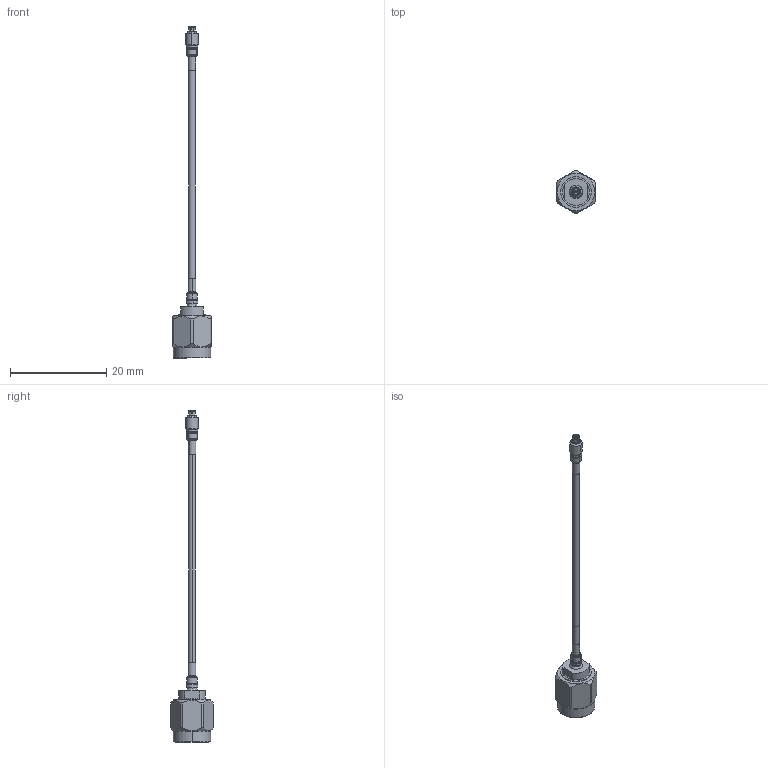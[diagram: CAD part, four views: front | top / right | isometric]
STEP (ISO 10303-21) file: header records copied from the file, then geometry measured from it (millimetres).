
FILE_DESCRIPTION (( 'STEP AP214' ), '1' );
FILE_NAME ('FMCA9954_3D.step', '2023-09-25T22:13:09', ( '' ), ( '' ), 'SwSTEP 2.0', 'SolidWorks 2022', '' );
FILE_SCHEMA (( 'AUTOMOTIVE_DESIGN' ));
Length unit declared in the file: inch
Products named in the file (5): Copy of PE45893^FMCA9954; FMCA9954_3D; Copy of PE45412^FMCA9954_INSTRUCTIONS; Copy of 047_HeatShrink^FMCA9954; Copy of PE-P047 Cable New^FMCA9954
Assembly tree (5 placements, depth 2):
  FMCA9954_3D
    Copy of PE-P047 Cable New^FMCA9954
    Copy of PE45893^FMCA9954
    Copy of PE45412^FMCA9954_INSTRUCTIONS
    Copy of 047_HeatShrink^FMCA9954  x2
Bounding box: 7.92 x 8.88 x 69.16 mm (x, y, z)
Volume: 529.4 mm3; surface area: 994.7 mm2
Topology: 7 solids, 7 shells, 251 faces, 618 edges, 392 vertices
Faces by surface type: cylinder 100, plane 76, cone 38, torus 34, bspline 3
Entity records: 8829 total; most frequent: CARTESIAN_POINT 2900, DIRECTION 1225, ORIENTED_EDGE 1156, EDGE_CURVE 578, AXIS2_PLACEMENT_3D 504, VERTEX_POINT 372, CIRCLE 268, EDGE_LOOP 268
